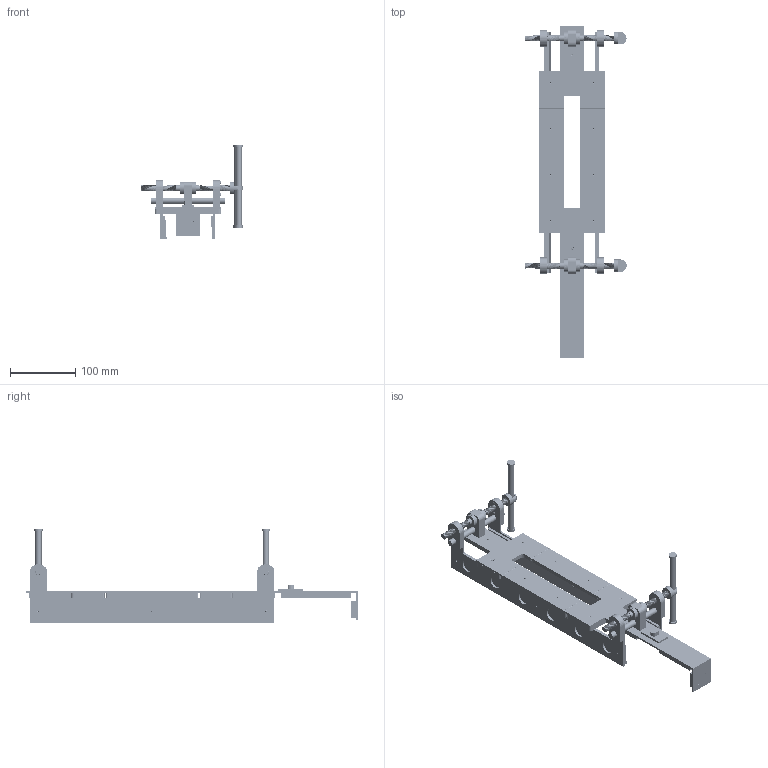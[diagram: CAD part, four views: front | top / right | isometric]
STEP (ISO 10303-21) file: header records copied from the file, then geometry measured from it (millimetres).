
FILE_DESCRIPTION(/* description */ (''),/* implementation_level */ '2;1');
FILE_NAME(/* name */ 'complete 2 v43.step',/* time_stamp */ '2024-04-03T20:33:55-04:00',/* author */ (''),/* organization */ (''),/* preprocessor_version */ 'ST-DEVELOPER v20',/* originating_system */ 'Autodesk Translation Framework v12.20.1.177',/* authorisation */ '');
FILE_SCHEMA (('AUTOMOTIVE_DESIGN { 1 0 10303 214 3 1 1 }'));
Length unit declared in the file: inch
Products named in the file (28): complete 2; adjustment v9; Block-off plate; Backer plate; Bottom surface B; Bottom surface A; back topper v2; 6-32 screw; Right Contact; Backer; Soft jaw; back retention screw; adjustment v9_1; guide rod; lead screw; handle attachment; Left thread extension; Right guide extension; Right thread insert; Insert screw; Support; Roll pin; lead screw collar; Handle (1); Left Contact; Backer (1); Soft jaw (1); 6-32 screw (1)
Assembly tree (64 placements, depth 3):
  complete 2
    adjustment v9
      Support  x2
      guide rod
      lead screw
      handle attachment
      lead screw collar  x2
      Left thread extension
      Right guide extension
      Right thread insert
      Insert screw  x2
      Roll pin  x2
      Handle (1)
    Block-off plate
      Backer plate
      Bottom surface A  x2
      Bottom surface B  x2
      6-32 screw  x10
    back topper v2
      6-32 screw  x2
    Right Contact
      Backer
      Soft jaw
      6-32 screw (1)  x3
    back retention screw
    adjustment v9_1
      Support  x2
      guide rod
      lead screw
      handle attachment
      lead screw collar  x2
      Left thread extension
      Right guide extension
      Right thread insert
      Insert screw  x2
      Roll pin  x2
      Handle (1)
    Left Contact
      Backer (1)
      Soft jaw (1)
      6-32 screw (1)  x3
Bounding box: 155.8 x 510.02 x 144.81 mm (x, y, z)
Volume: 614578.3 mm3; surface area: 335111.1 mm2
Topology: 62 solids, 66 shells, 2021 faces, 5273 edges, 3431 vertices
Faces by surface type: cylinder 934, plane 793, cone 175, bspline 88, torus 27, sphere 4
Full cylindrical faces by diameter (mm): 2.474 x94, 2.769 x12, 3.175 x8, 3.505 x122, 3.556 x4, 3.566 x1, 3.797 x19, 3.81 x9, 3.818 x1, 4.735 x3, 5.08 x1, 6.655 x4, 6.96 x9, 6.985 x4, 7.633 x106, 7.94 x8, 9.406 x116, 9.525 x32, 9.526 x8, 12.7 x4, 19.05 x18, 25.4 x2
Entity records: 52299 total; most frequent: CARTESIAN_POINT 31867, ORIENTED_EDGE 4386, DIRECTION 3526, EDGE_CURVE 2193, VERTEX_POINT 1436, AXIS2_PLACEMENT_3D 1262, LINE 1002, VECTOR 1002
